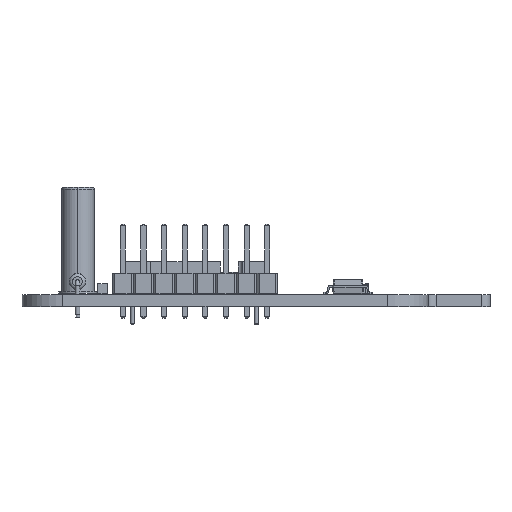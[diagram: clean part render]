
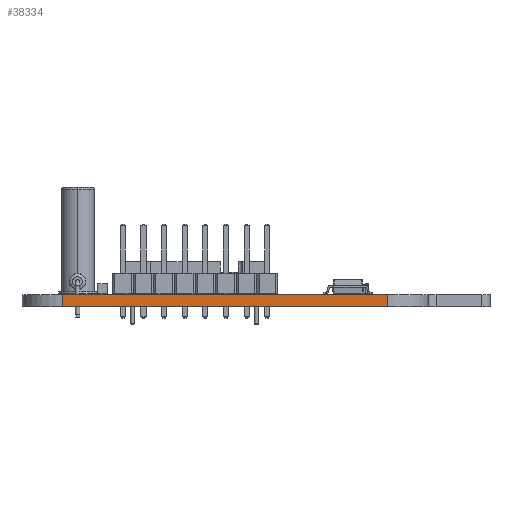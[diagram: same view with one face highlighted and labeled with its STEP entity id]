
A CAD part, left-side view. The second image highlights one B-rep face of the part: STEP entity #38334.
In plain terms, the highlighted planar face has unit normal (-1, 0, 0).
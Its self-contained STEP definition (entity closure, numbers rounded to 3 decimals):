
#36769 = VERTEX_POINT('',#36770);
#36770 = CARTESIAN_POINT('',(98.501,-81.194,0.));
#36777 = EDGE_CURVE('',#36778,#36769,#36780,.T.);
#36778 = VERTEX_POINT('',#36779);
#36779 = CARTESIAN_POINT('',(98.501,-121.194,0.));
#36780 = LINE('',#36781,#36782);
#36781 = CARTESIAN_POINT('',(98.501,-121.194,0.));
#36782 = VECTOR('',#36783,1.);
#36783 = DIRECTION('',(0.,1.,0.));
#37538 = VERTEX_POINT('',#37539);
#37539 = CARTESIAN_POINT('',(98.501,-81.194,1.51));
#37546 = EDGE_CURVE('',#37547,#37538,#37549,.T.);
#37547 = VERTEX_POINT('',#37548);
#37548 = CARTESIAN_POINT('',(98.501,-121.194,1.51));
#37549 = LINE('',#37550,#37551);
#37550 = CARTESIAN_POINT('',(98.501,-121.194,1.51));
#37551 = VECTOR('',#37552,1.);
#37552 = DIRECTION('',(0.,1.,0.));
#38304 = EDGE_CURVE('',#36769,#37538,#38305,.T.);
#38305 = LINE('',#38306,#38307);
#38306 = CARTESIAN_POINT('',(98.501,-81.194,0.));
#38307 = VECTOR('',#38308,1.);
#38308 = DIRECTION('',(0.,0.,1.));
#38334 = ADVANCED_FACE('',(#38335),#38346,.T.);
#38335 = FACE_BOUND('',#38336,.T.);
#38336 = EDGE_LOOP('',(#38337,#38343,#38344,#38345));
#38337 = ORIENTED_EDGE('',*,*,#38338,.T.);
#38338 = EDGE_CURVE('',#36778,#37547,#38339,.T.);
#38339 = LINE('',#38340,#38341);
#38340 = CARTESIAN_POINT('',(98.501,-121.194,0.));
#38341 = VECTOR('',#38342,1.);
#38342 = DIRECTION('',(0.,0.,1.));
#38343 = ORIENTED_EDGE('',*,*,#37546,.T.);
#38344 = ORIENTED_EDGE('',*,*,#38304,.F.);
#38345 = ORIENTED_EDGE('',*,*,#36777,.F.);
#38346 = PLANE('',#38347);
#38347 = AXIS2_PLACEMENT_3D('',#38348,#38349,#38350);
#38348 = CARTESIAN_POINT('',(98.501,-121.194,0.));
#38349 = DIRECTION('',(-1.,0.,0.));
#38350 = DIRECTION('',(0.,1.,0.));
